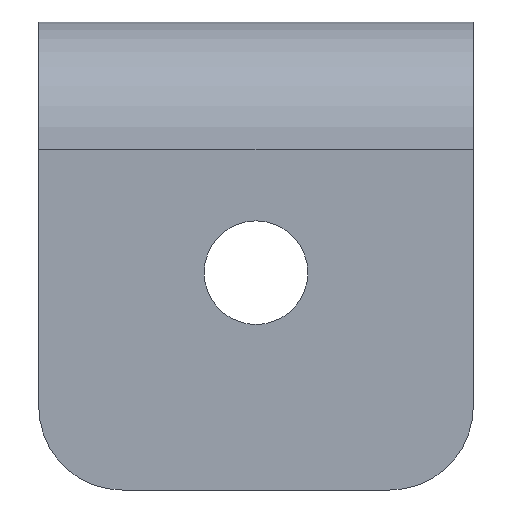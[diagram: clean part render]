
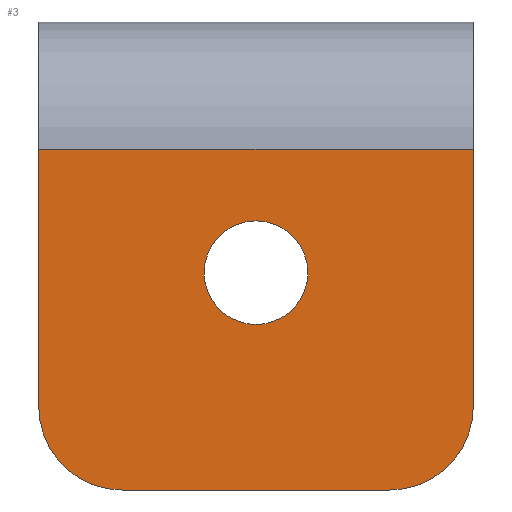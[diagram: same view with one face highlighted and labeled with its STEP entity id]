
A CAD part, front view. The second image highlights one B-rep face of the part: STEP entity #3.
In plain terms, the highlighted planar face has unit normal (0, -1, 0).
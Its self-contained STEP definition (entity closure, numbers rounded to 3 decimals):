
#3 = ADVANCED_FACE ( 'NONE', ( #340, #501 ), #606, .F. ) ;
#4 = CARTESIAN_POINT ( 'NONE',  ( 26., 0., 0. ) ) ;
#11 = EDGE_LOOP ( 'NONE', ( #555, #518 ) ) ;
#17 = CARTESIAN_POINT ( 'NONE',  ( 21., 0., -28. ) ) ;
#30 = EDGE_CURVE ( 'NONE', #627, #392, #366, .T. ) ;
#33 = VERTEX_POINT ( 'NONE', #533 ) ;
#54 = CARTESIAN_POINT ( 'NONE',  ( 13., 0., -11.9 ) ) ;
#66 = DIRECTION ( 'NONE',  ( 0., 0., 1. ) ) ;
#67 = CIRCLE ( 'NONE', #275, 5. ) ;
#69 = CIRCLE ( 'NONE', #264, 3.1 ) ;
#79 = DIRECTION ( 'NONE',  ( 0., 0., -1. ) ) ;
#98 = ORIENTED_EDGE ( 'NONE', *, *, #243, .T. ) ;
#104 = LINE ( 'NONE', #151, #152 ) ;
#107 = VERTEX_POINT ( 'NONE', #628 ) ;
#121 = DIRECTION ( 'NONE',  ( 0., -1., 0. ) ) ;
#124 = ORIENTED_EDGE ( 'NONE', *, *, #419, .F. ) ;
#139 = AXIS2_PLACEMENT_3D ( 'NONE', #715, #450, #297 ) ;
#151 = CARTESIAN_POINT ( 'NONE',  ( 26., 0., -28. ) ) ;
#152 = VECTOR ( 'NONE', #607, 1000. ) ;
#174 = CARTESIAN_POINT ( 'NONE',  ( 0., 0., -23. ) ) ;
#201 = VERTEX_POINT ( 'NONE', #174 ) ;
#224 = DIRECTION ( 'NONE',  ( 0., 0., 1. ) ) ;
#239 = CARTESIAN_POINT ( 'NONE',  ( 13., 0., -18.1 ) ) ;
#242 = LINE ( 'NONE', #570, #513 ) ;
#243 = EDGE_CURVE ( 'NONE', #201, #442, #67, .T. ) ;
#250 = AXIS2_PLACEMENT_3D ( 'NONE', #604, #718, #224 ) ;
#253 = DIRECTION ( 'NONE',  ( 0., 0., 1. ) ) ;
#256 = DIRECTION ( 'NONE',  ( 0., 1., 0. ) ) ;
#264 = AXIS2_PLACEMENT_3D ( 'NONE', #683, #256, #253 ) ;
#271 = ORIENTED_EDGE ( 'NONE', *, *, #391, .T. ) ;
#275 = AXIS2_PLACEMENT_3D ( 'NONE', #464, #121, #66 ) ;
#284 = CIRCLE ( 'NONE', #250, 5. ) ;
#295 = LINE ( 'NONE', #4, #672 ) ;
#297 = DIRECTION ( 'NONE',  ( 0., 0., 1. ) ) ;
#309 = ORIENTED_EDGE ( 'NONE', *, *, #645, .F. ) ;
#310 = DIRECTION ( 'NONE',  ( 0., 1., 0. ) ) ;
#339 = CARTESIAN_POINT ( 'NONE',  ( 26., 0., -7.6 ) ) ;
#340 = FACE_BOUND ( 'NONE', #11, .T. ) ;
#342 = EDGE_CURVE ( 'NONE', #33, #371, #500, .T. ) ;
#366 = CIRCLE ( 'NONE', #648, 3.1 ) ;
#371 = VERTEX_POINT ( 'NONE', #598 ) ;
#391 = EDGE_CURVE ( 'NONE', #691, #107, #284, .T. ) ;
#392 = VERTEX_POINT ( 'NONE', #54 ) ;
#408 = DIRECTION ( 'NONE',  ( 0., 0., -1. ) ) ;
#419 = EDGE_CURVE ( 'NONE', #691, #442, #104, .T. ) ;
#421 = DIRECTION ( 'NONE',  ( 0., 0., 1. ) ) ;
#442 = VERTEX_POINT ( 'NONE', #647 ) ;
#444 = ORIENTED_EDGE ( 'NONE', *, *, #342, .T. ) ;
#445 = DIRECTION ( 'NONE',  ( -1., 0., 0. ) ) ;
#450 = DIRECTION ( 'NONE',  ( 0., 1., 0. ) ) ;
#464 = CARTESIAN_POINT ( 'NONE',  ( 5., 0., -23. ) ) ;
#500 = LINE ( 'NONE', #339, #670 ) ;
#501 = FACE_OUTER_BOUND ( 'NONE', #532, .T. ) ;
#513 = VECTOR ( 'NONE', #408, 1000. ) ;
#518 = ORIENTED_EDGE ( 'NONE', *, *, #30, .T. ) ;
#532 = EDGE_LOOP ( 'NONE', ( #599, #98, #124, #271, #309, #444 ) ) ;
#533 = CARTESIAN_POINT ( 'NONE',  ( 26., 0., -7.6 ) ) ;
#541 = EDGE_CURVE ( 'NONE', #371, #201, #242, .T. ) ;
#555 = ORIENTED_EDGE ( 'NONE', *, *, #661, .T. ) ;
#570 = CARTESIAN_POINT ( 'NONE',  ( 0., 0., 0. ) ) ;
#598 = CARTESIAN_POINT ( 'NONE',  ( 0., 0., -7.6 ) ) ;
#599 = ORIENTED_EDGE ( 'NONE', *, *, #541, .T. ) ;
#604 = CARTESIAN_POINT ( 'NONE',  ( 21., 0., -23. ) ) ;
#606 = PLANE ( 'NONE',  #139 ) ;
#607 = DIRECTION ( 'NONE',  ( -1., 0., 0. ) ) ;
#627 = VERTEX_POINT ( 'NONE', #239 ) ;
#628 = CARTESIAN_POINT ( 'NONE',  ( 26., 0., -23. ) ) ;
#636 = CARTESIAN_POINT ( 'NONE',  ( 13., 0., -15. ) ) ;
#645 = EDGE_CURVE ( 'NONE', #33, #107, #295, .T. ) ;
#647 = CARTESIAN_POINT ( 'NONE',  ( 5., 0., -28. ) ) ;
#648 = AXIS2_PLACEMENT_3D ( 'NONE', #636, #310, #421 ) ;
#661 = EDGE_CURVE ( 'NONE', #392, #627, #69, .T. ) ;
#670 = VECTOR ( 'NONE', #445, 1000. ) ;
#672 = VECTOR ( 'NONE', #79, 1000. ) ;
#683 = CARTESIAN_POINT ( 'NONE',  ( 13., 0., -15. ) ) ;
#691 = VERTEX_POINT ( 'NONE', #17 ) ;
#715 = CARTESIAN_POINT ( 'NONE',  ( 26., 0., 0. ) ) ;
#718 = DIRECTION ( 'NONE',  ( 0., -1., 0. ) ) ;
